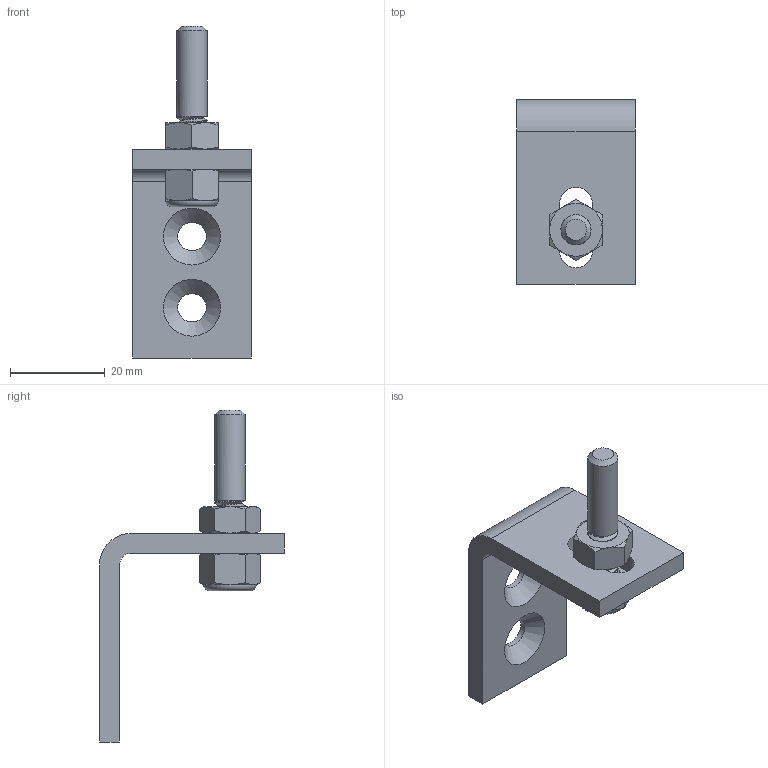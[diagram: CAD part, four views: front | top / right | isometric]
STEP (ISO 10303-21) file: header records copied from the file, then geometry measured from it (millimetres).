
FILE_DESCRIPTION(/* description */ (''),/* implementation_level */ '2;1');
FILE_NAME(/* name */ '55-040-1 v1.step',/* time_stamp */ '2020-11-12T15:54:01-05:00',/* author */ (''),/* organization */ (''),/* preprocessor_version */ 'ST-DEVELOPER v18.1',/* originating_system */ 'Autodesk Translation Framework v9.3.0.1241',/* authorisation */ '');
FILE_SCHEMA (('AUTOMOTIVE_DESIGN { 1 0 10303 214 3 1 1 }'));
Length unit declared in the file: millimetre
Products named in the file (4): 55-040-1; sliding door guide stud; 90630A110; 95462A029
Assembly tree (3 placements, depth 2):
  55-040-1
    sliding door guide stud
    90630A110
    95462A029
Bounding box: 25 x 39 x 70 mm (x, y, z)
Volume: 9267.7 mm3; surface area: 7119 mm2
Topology: 5 solids, 5 shells, 136 faces, 340 edges, 216 vertices
Faces by surface type: cylinder 60, cone 34, plane 33, bspline 6, torus 3
Full cylindrical faces by diameter (mm): 4.7 x21, 5.397 x1, 6 x2, 6.35 x22
Entity records: 8402 total; most frequent: CARTESIAN_POINT 5386, ORIENTED_EDGE 680, DIRECTION 521, EDGE_CURVE 340, VERTEX_POINT 216, AXIS2_PLACEMENT_3D 211, EDGE_LOOP 150, FACE_OUTER_BOUND 136
